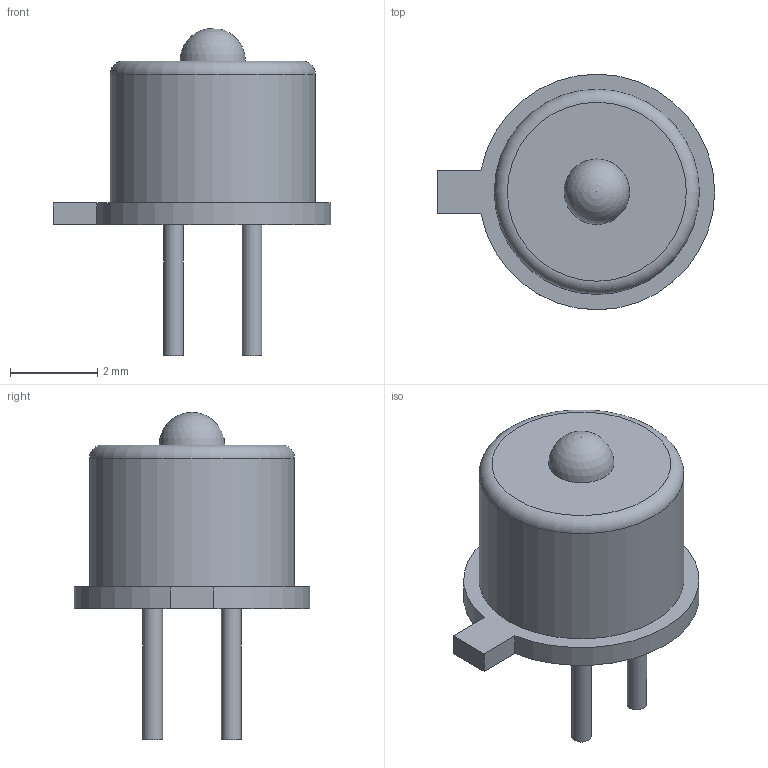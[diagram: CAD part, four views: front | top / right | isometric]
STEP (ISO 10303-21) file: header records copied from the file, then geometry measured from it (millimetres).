
FILE_DESCRIPTION(/* description */ (''),/* implementation_level */ '2;1');
FILE_NAME(/* name */ 'LSIAPD-50-B-1A.step',/* time_stamp */ '2024-07-07T10:54:40+02:00',/* author */ (''),/* organization */ (''),/* preprocessor_version */ 'ST-DEVELOPER v20',/* originating_system */ 'Autodesk Translation Framework v13.14.0.145',/* authorisation */ '');
FILE_SCHEMA (('CONFIG_CONTROL_DESIGN','AUTOMOTIVE_DESIGN { 1 0 10303 214 3 1 1 }'));
Length unit declared in the file: millimetre
Products named in the file (1): LSIAPD-50-B-1A
Bounding box: 6.35 x 5.4 x 7.5 mm (x, y, z)
Volume: 70.4 mm3; surface area: 121.3 mm2
Topology: 2 solids, 2 shells, 17 faces, 29 edges, 19 vertices
Faces by surface type: plane 10, cylinder 5, torus 1, sphere 1
Full cylindrical faces by diameter (mm): 0.45 x3, 4.7 x1
Entity records: 450 total; most frequent: DIRECTION 78, CARTESIAN_POINT 65, ORIENTED_EDGE 56, AXIS2_PLACEMENT_3D 32, EDGE_CURVE 28, EDGE_LOOP 21, VERTEX_POINT 19, FACE_OUTER_BOUND 17
